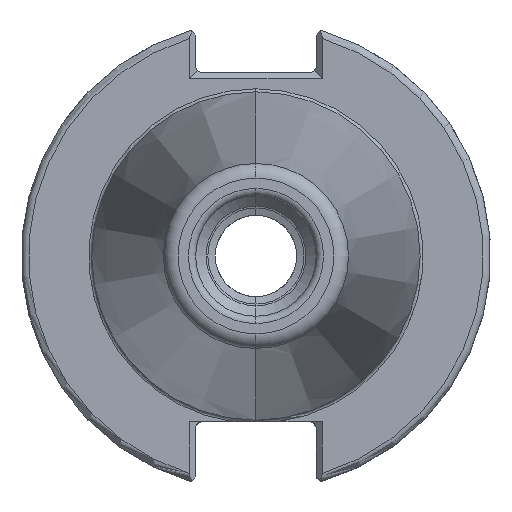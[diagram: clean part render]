
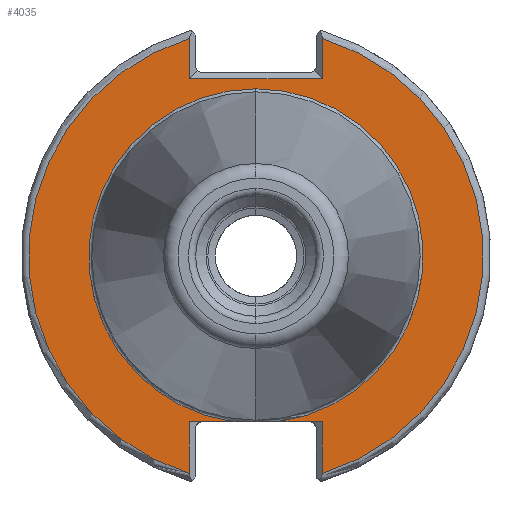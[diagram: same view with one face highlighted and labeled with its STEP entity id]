
A CAD part, left-side view. The second image highlights one B-rep face of the part: STEP entity #4035.
In plain terms, the highlighted planar face has unit normal (-1, 0, 0).
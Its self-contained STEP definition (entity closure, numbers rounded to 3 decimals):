
#79 = CARTESIAN_POINT ( 'NONE',  ( -76.82, 8.99, 0. ) ) ;
#84 = EDGE_CURVE ( 'NONE', #737, #820, #1854, .T. ) ;
#124 = DIRECTION ( 'NONE',  ( 0., 0., 1. ) ) ;
#151 = CARTESIAN_POINT ( 'NONE',  ( -76.82, 0., 0. ) ) ;
#262 = EDGE_CURVE ( 'NONE', #3163, #2089, #4008, .T. ) ;
#302 = EDGE_CURVE ( 'NONE', #2089, #3924, #3894, .T. ) ;
#390 = AXIS2_PLACEMENT_3D ( 'NONE', #151, #2884, #556 ) ;
#426 = DIRECTION ( 'NONE',  ( 0., 0., 1. ) ) ;
#433 = DIRECTION ( 'NONE',  ( -1., 0., 0. ) ) ;
#440 = DIRECTION ( 'NONE',  ( 0., -1., 0. ) ) ;
#446 = CARTESIAN_POINT ( 'NONE',  ( -76.82, 0., 0. ) ) ;
#524 = EDGE_CURVE ( 'NONE', #3924, #1884, #3250, .T. ) ;
#556 = DIRECTION ( 'NONE',  ( 0., 0., -1. ) ) ;
#641 = ORIENTED_EDGE ( 'NONE', *, *, #4273, .T. ) ;
#645 = CARTESIAN_POINT ( 'NONE',  ( -76.82, 0., 22.625 ) ) ;
#649 = VERTEX_POINT ( 'NONE', #4235 ) ;
#668 = EDGE_CURVE ( 'NONE', #1884, #3359, #1966, .T. ) ;
#689 = CARTESIAN_POINT ( 'NONE',  ( -76.82, 3.112, -22.41 ) ) ;
#737 = VERTEX_POINT ( 'NONE', #2322 ) ;
#811 = VECTOR ( 'NONE', #4254, 1000. ) ;
#820 = VERTEX_POINT ( 'NONE', #645 ) ;
#844 = CARTESIAN_POINT ( 'NONE',  ( -76.82, -8.19, -22.41 ) ) ;
#860 = LINE ( 'NONE', #2372, #2797 ) ;
#903 = LINE ( 'NONE', #4838, #3957 ) ;
#910 = ORIENTED_EDGE ( 'NONE', *, *, #524, .T. ) ;
#1151 = DIRECTION ( 'NONE',  ( 0., 0., -1. ) ) ;
#1208 = CARTESIAN_POINT ( 'NONE',  ( -76.82, 8.99, 24. ) ) ;
#1327 = LINE ( 'NONE', #3343, #4386 ) ;
#1356 = ORIENTED_EDGE ( 'NONE', *, *, #4082, .T. ) ;
#1429 = VERTEX_POINT ( 'NONE', #4263 ) ;
#1459 = CARTESIAN_POINT ( 'NONE',  ( -76.82, -8.99, 24. ) ) ;
#1599 = VERTEX_POINT ( 'NONE', #1459 ) ;
#1744 = DIRECTION ( 'NONE',  ( 0., 0., -1. ) ) ;
#1789 = AXIS2_PLACEMENT_3D ( 'NONE', #2628, #3524, #1151 ) ;
#1854 = CIRCLE ( 'NONE', #3876, 22.625 ) ;
#1875 = ORIENTED_EDGE ( 'NONE', *, *, #262, .T. ) ;
#1884 = VERTEX_POINT ( 'NONE', #4951 ) ;
#1913 = CIRCLE ( 'NONE', #4063, 22.625 ) ;
#1966 = LINE ( 'NONE', #4677, #811 ) ;
#2089 = VERTEX_POINT ( 'NONE', #3028 ) ;
#2108 = ORIENTED_EDGE ( 'NONE', *, *, #302, .T. ) ;
#2322 = CARTESIAN_POINT ( 'NONE',  ( -76.82, -3.112, -22.41 ) ) ;
#2331 = LINE ( 'NONE', #844, #4335 ) ;
#2345 = VERTEX_POINT ( 'NONE', #4667 ) ;
#2372 = CARTESIAN_POINT ( 'NONE',  ( -76.82, 0., 24. ) ) ;
#2500 = DIRECTION ( 'NONE',  ( 0., 0., -1. ) ) ;
#2535 = DIRECTION ( 'NONE',  ( -1., 0., 0. ) ) ;
#2548 = CARTESIAN_POINT ( 'NONE',  ( -76.82, 0., 0. ) ) ;
#2604 = ORIENTED_EDGE ( 'NONE', *, *, #668, .T. ) ;
#2628 = CARTESIAN_POINT ( 'NONE',  ( -76.82, 0., 0. ) ) ;
#2797 = VECTOR ( 'NONE', #4743, 1000. ) ;
#2805 = CARTESIAN_POINT ( 'NONE',  ( -76.82, 8.99, 30.701 ) ) ;
#2884 = DIRECTION ( 'NONE',  ( -1., 0., 0. ) ) ;
#2902 = DIRECTION ( 'NONE',  ( 0., 0., 1. ) ) ;
#2921 = DIRECTION ( 'NONE',  ( -1., 0., 0. ) ) ;
#2972 = ORIENTED_EDGE ( 'NONE', *, *, #4163, .T. ) ;
#2998 = CARTESIAN_POINT ( 'NONE',  ( -76.82, 0., 0. ) ) ;
#3028 = CARTESIAN_POINT ( 'NONE',  ( -76.82, 8.99, 29.433 ) ) ;
#3107 = PLANE ( 'NONE',  #1789 ) ;
#3163 = VERTEX_POINT ( 'NONE', #1208 ) ;
#3230 = EDGE_CURVE ( 'NONE', #820, #3359, #1913, .T. ) ;
#3248 = AXIS2_PLACEMENT_3D ( 'NONE', #2548, #2535, #2500 ) ;
#3250 = LINE ( 'NONE', #79, #4336 ) ;
#3252 = DIRECTION ( 'NONE',  ( 0., 0., 1. ) ) ;
#3343 = CARTESIAN_POINT ( 'NONE',  ( -76.82, -8.99, 24.8 ) ) ;
#3359 = VERTEX_POINT ( 'NONE', #689 ) ;
#3524 = DIRECTION ( 'NONE',  ( 1., 0., 0. ) ) ;
#3534 = FACE_OUTER_BOUND ( 'NONE', #3665, .T. ) ;
#3665 = EDGE_LOOP ( 'NONE', ( #1875, #2108, #910, #2604, #4365, #3725, #1356, #2972, #4149, #641, #4158 ) ) ;
#3725 = ORIENTED_EDGE ( 'NONE', *, *, #84, .F. ) ;
#3742 = CARTESIAN_POINT ( 'NONE',  ( -76.82, 8.99, -29.433 ) ) ;
#3876 = AXIS2_PLACEMENT_3D ( 'NONE', #2998, #2921, #2902 ) ;
#3894 = CIRCLE ( 'NONE', #3248, 30.775 ) ;
#3924 = VERTEX_POINT ( 'NONE', #3742 ) ;
#3957 = VECTOR ( 'NONE', #4051, 1000. ) ;
#4008 = LINE ( 'NONE', #2805, #4935 ) ;
#4035 = ADVANCED_FACE ( 'NONE', ( #3534 ), #3107, .F. ) ;
#4051 = DIRECTION ( 'NONE',  ( 0., 0., -1. ) ) ;
#4063 = AXIS2_PLACEMENT_3D ( 'NONE', #446, #433, #426 ) ;
#4082 = EDGE_CURVE ( 'NONE', #737, #2345, #2331, .T. ) ;
#4149 = ORIENTED_EDGE ( 'NONE', *, *, #4205, .T. ) ;
#4158 = ORIENTED_EDGE ( 'NONE', *, *, #4457, .T. ) ;
#4163 = EDGE_CURVE ( 'NONE', #2345, #1429, #903, .T. ) ;
#4205 = EDGE_CURVE ( 'NONE', #1429, #649, #4750, .T. ) ;
#4235 = CARTESIAN_POINT ( 'NONE',  ( -76.82, -8.99, 29.433 ) ) ;
#4254 = DIRECTION ( 'NONE',  ( 0., -1., 0. ) ) ;
#4263 = CARTESIAN_POINT ( 'NONE',  ( -76.82, -8.99, -29.433 ) ) ;
#4273 = EDGE_CURVE ( 'NONE', #649, #1599, #1327, .T. ) ;
#4335 = VECTOR ( 'NONE', #440, 1000. ) ;
#4336 = VECTOR ( 'NONE', #124, 1000. ) ;
#4365 = ORIENTED_EDGE ( 'NONE', *, *, #3230, .F. ) ;
#4386 = VECTOR ( 'NONE', #1744, 1000. ) ;
#4457 = EDGE_CURVE ( 'NONE', #1599, #3163, #860, .T. ) ;
#4667 = CARTESIAN_POINT ( 'NONE',  ( -76.82, -8.99, -22.41 ) ) ;
#4677 = CARTESIAN_POINT ( 'NONE',  ( -76.82, -8.19, -22.41 ) ) ;
#4743 = DIRECTION ( 'NONE',  ( 0., 1., 0. ) ) ;
#4750 = CIRCLE ( 'NONE', #390, 30.775 ) ;
#4838 = CARTESIAN_POINT ( 'NONE',  ( -76.82, -8.99, 0. ) ) ;
#4935 = VECTOR ( 'NONE', #3252, 1000. ) ;
#4951 = CARTESIAN_POINT ( 'NONE',  ( -76.82, 8.99, -22.41 ) ) ;
